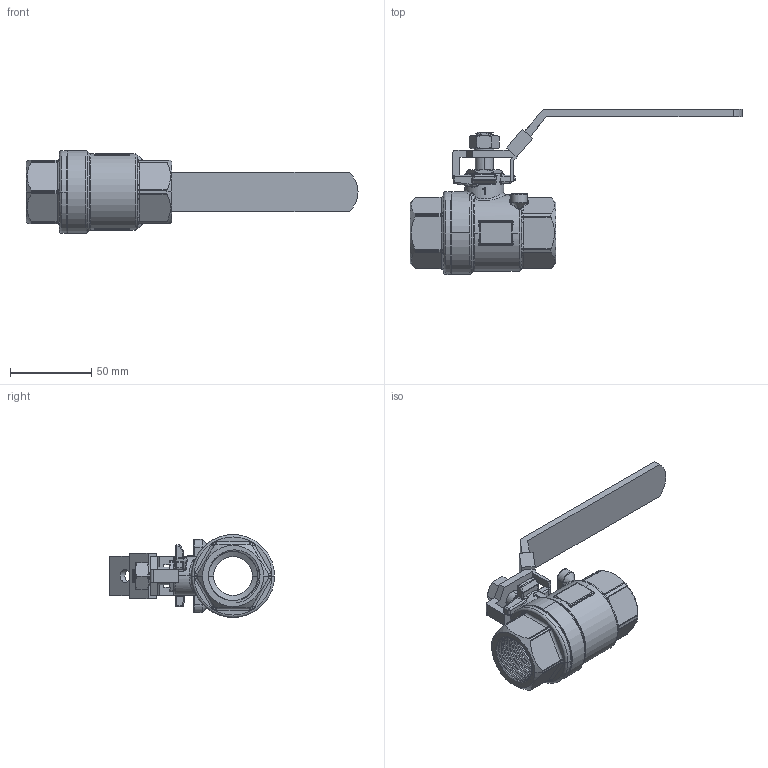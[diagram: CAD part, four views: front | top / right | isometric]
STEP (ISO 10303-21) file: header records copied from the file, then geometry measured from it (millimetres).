
FILE_DESCRIPTION((''),'2;1');
FILE_NAME('2006HL-025_ASM','2014-12-26T',('Administrator'),(''),'PRO/ENGINEER BY PARAMETRIC TECHNOLOGY CORPORATION, 2011080','PRO/ENGINEER BY PARAMETRIC TECHNOLOGY CORPORATION, 2011080','');
FILE_SCHEMA(('CONFIG_CONTROL_DESIGN'));
Products named in the file (8): 2006HL025-M01-01; 2006HL025-M02-01; 2006HL-STEM-025; 2006HL-STEMNUT-025; 2006HL-HANDLE-025; DIANPIAN025; LUOMU025; 2006HL-025_ASM
Assembly tree (7 placements, depth 2):
  2006HL-025_ASM
    2006HL025-M01-01
    2006HL025-M02-01
    2006HL-STEM-025
    2006HL-STEMNUT-025
    2006HL-HANDLE-025
    DIANPIAN025
    LUOMU025
Bounding box: 204.2 x 101.5 x 51 mm (x, y, z)
Volume: 99605.2 mm3; surface area: 53091.5 mm2
Topology: 7 solids, 7 shells, 782 faces, 1911 edges, 1150 vertices
Faces by surface type: cylinder 270, bspline 214, plane 157, torus 53, cone 51, sphere 34, extrusion 3
Entity records: 45266 total; most frequent: CARTESIAN_POINT 28693, ORIENTED_EDGE 3810, DIRECTION 2850, EDGE_CURVE 1905, VERTEX_POINT 1150, AXIS2_PLACEMENT_3D 1117, EDGE_LOOP 809, FACE_OUTER_BOUND 782
